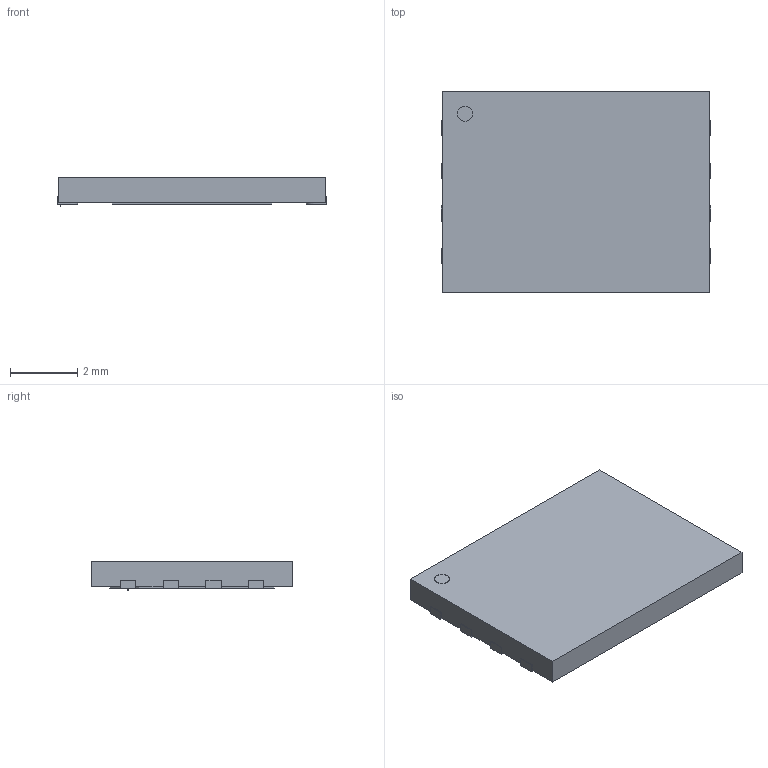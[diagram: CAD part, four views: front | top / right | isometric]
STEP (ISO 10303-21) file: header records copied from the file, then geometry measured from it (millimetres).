
FILE_DESCRIPTION(('FreeCAD Model'),'2;1');
FILE_NAME('User Library-WSON-8_6x8mm_sp.step', '2020-02-18T22:12:22',('kicad StepUp'),('ksu MCAD'), 'Open CASCADE STEP processor 7.3','FreeCAD','Unknown');
FILE_SCHEMA(('AUTOMOTIVE_DESIGN { 1 0 10303 214 1 1 1 1 }'));
Length unit declared in the file: millimetre
Products named in the file (1): User_Library-WSON-8_6x8mm_sp
Bounding box: 8 x 6 x 0.88 mm (x, y, z)
Volume: 37 mm3; surface area: 118.3 mm2
Topology: 1 solids, 1 shells, 104 faces, 281 edges, 182 vertices
Faces by surface type: plane 86, cylinder 18
Entity records: 3972 total; most frequent: CARTESIAN_POINT 568, ORIENTED_EDGE 562, DIRECTION 543, EDGE_CURVE 281, LINE 229, VECTOR 229, VERTEX_POINT 182, AXIS2_PLACEMENT_3D 157
